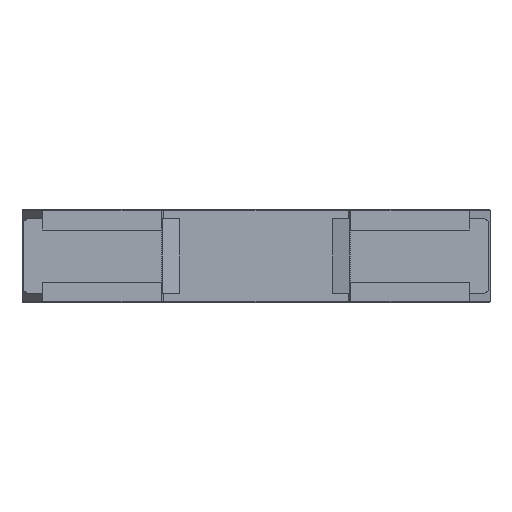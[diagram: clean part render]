
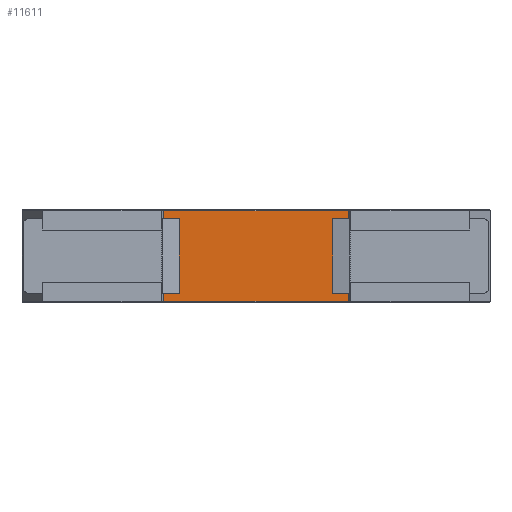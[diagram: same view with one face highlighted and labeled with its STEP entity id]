
A CAD part, front view. The second image highlights one B-rep face of the part: STEP entity #11611.
In plain terms, the highlighted planar face has unit normal (0, -1, 0).
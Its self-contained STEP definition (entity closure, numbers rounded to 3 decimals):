
#496 = LINE ( 'NONE', #5564, #15891 ) ;
#520 = ORIENTED_EDGE ( 'NONE', *, *, #5345, .F. ) ;
#568 = CARTESIAN_POINT ( 'NONE',  ( 17.75, 0., 8.7 ) ) ;
#573 = VECTOR ( 'NONE', #4999, 1000. ) ;
#593 = VECTOR ( 'NONE', #9123, 1000. ) ;
#654 = DIRECTION ( 'NONE',  ( 0., 0., 1. ) ) ;
#1026 = DIRECTION ( 'NONE',  ( 0., 0., 1. ) ) ;
#1044 = EDGE_CURVE ( 'NONE', #13160, #12579, #12741, .T. ) ;
#1157 = CARTESIAN_POINT ( 'NONE',  ( -17.75, 0., -8.7 ) ) ;
#1245 = DIRECTION ( 'NONE',  ( -1., 0., 0. ) ) ;
#1322 = VERTEX_POINT ( 'NONE', #13346 ) ;
#1351 = DIRECTION ( 'NONE',  ( -1., 0., 0. ) ) ;
#1395 = LINE ( 'NONE', #11666, #593 ) ;
#1490 = DIRECTION ( 'NONE',  ( -1., 0., 0. ) ) ;
#1551 = LINE ( 'NONE', #2860, #6803 ) ;
#1756 = CARTESIAN_POINT ( 'NONE',  ( 17.75, 0., -7.15 ) ) ;
#1782 = VERTEX_POINT ( 'NONE', #9871 ) ;
#1883 = EDGE_CURVE ( 'NONE', #9367, #4671, #1395, .T. ) ;
#2001 = VECTOR ( 'NONE', #8148, 1000. ) ;
#2328 = EDGE_CURVE ( 'NONE', #15063, #10934, #1551, .T. ) ;
#2532 = CARTESIAN_POINT ( 'NONE',  ( -17.75, 0., -7.15 ) ) ;
#2554 = CARTESIAN_POINT ( 'NONE',  ( 44.75, 0., -7.15 ) ) ;
#2640 = VERTEX_POINT ( 'NONE', #13745 ) ;
#2726 = DIRECTION ( 'NONE',  ( 0., 1., 0. ) ) ;
#2860 = CARTESIAN_POINT ( 'NONE',  ( 17.75, 0., 8.9 ) ) ;
#3032 = EDGE_CURVE ( 'NONE', #8995, #4671, #3703, .T. ) ;
#3101 = CARTESIAN_POINT ( 'NONE',  ( -17.75, 0., -7.15 ) ) ;
#3662 = LINE ( 'NONE', #9901, #6106 ) ;
#3703 = LINE ( 'NONE', #1157, #15129 ) ;
#4108 = CARTESIAN_POINT ( 'NONE',  ( -17.5, 0., 8.9 ) ) ;
#4201 = DIRECTION ( 'NONE',  ( 0., 0., -1. ) ) ;
#4215 = CARTESIAN_POINT ( 'NONE',  ( 44.75, 0., 7.15 ) ) ;
#4240 = EDGE_CURVE ( 'NONE', #8995, #13160, #13424, .T. ) ;
#4301 = LINE ( 'NONE', #4631, #2001 ) ;
#4304 = VECTOR ( 'NONE', #1026, 1000. ) ;
#4459 = LINE ( 'NONE', #4215, #6684 ) ;
#4631 = CARTESIAN_POINT ( 'NONE',  ( 0., 0., 8.7 ) ) ;
#4671 = VERTEX_POINT ( 'NONE', #12960 ) ;
#4999 = DIRECTION ( 'NONE',  ( 0., 0., -1. ) ) ;
#5064 = CARTESIAN_POINT ( 'NONE',  ( 17.5, 0., -7.15 ) ) ;
#5310 = DIRECTION ( 'NONE',  ( 0., 0., -1. ) ) ;
#5345 = EDGE_CURVE ( 'NONE', #10934, #10788, #4459, .T. ) ;
#5368 = CARTESIAN_POINT ( 'NONE',  ( 17.75, 0., -8.7 ) ) ;
#5495 = DIRECTION ( 'NONE',  ( 0., 0., -1. ) ) ;
#5564 = CARTESIAN_POINT ( 'NONE',  ( 17.5, 0., 8.9 ) ) ;
#5989 = CARTESIAN_POINT ( 'NONE',  ( 17.5, 0., 7.15 ) ) ;
#6106 = VECTOR ( 'NONE', #1351, 1000. ) ;
#6216 = ORIENTED_EDGE ( 'NONE', *, *, #11111, .T. ) ;
#6256 = LINE ( 'NONE', #15287, #15055 ) ;
#6584 = PLANE ( 'NONE',  #14647 ) ;
#6684 = VECTOR ( 'NONE', #7009, 1000. ) ;
#6803 = VECTOR ( 'NONE', #5310, 1000. ) ;
#7009 = DIRECTION ( 'NONE',  ( -1., 0., 0. ) ) ;
#8094 = ORIENTED_EDGE ( 'NONE', *, *, #2328, .F. ) ;
#8148 = DIRECTION ( 'NONE',  ( 1., 0., 0. ) ) ;
#8455 = VERTEX_POINT ( 'NONE', #8610 ) ;
#8578 = CARTESIAN_POINT ( 'NONE',  ( 17.75, 0., 8.9 ) ) ;
#8584 = EDGE_CURVE ( 'NONE', #2640, #1322, #16254, .T. ) ;
#8608 = ORIENTED_EDGE ( 'NONE', *, *, #1883, .T. ) ;
#8610 = CARTESIAN_POINT ( 'NONE',  ( -17.5, 0., 7.15 ) ) ;
#8804 = DIRECTION ( 'NONE',  ( -1., 0., 0. ) ) ;
#8995 = VERTEX_POINT ( 'NONE', #5368 ) ;
#9123 = DIRECTION ( 'NONE',  ( 0., 0., -1. ) ) ;
#9144 = ORIENTED_EDGE ( 'NONE', *, *, #4240, .T. ) ;
#9306 = ORIENTED_EDGE ( 'NONE', *, *, #16188, .F. ) ;
#9367 = VERTEX_POINT ( 'NONE', #3101 ) ;
#9830 = ORIENTED_EDGE ( 'NONE', *, *, #15113, .F. ) ;
#9871 = CARTESIAN_POINT ( 'NONE',  ( -17.5, 0., -7.15 ) ) ;
#9901 = CARTESIAN_POINT ( 'NONE',  ( -44.75, 0., -7.15 ) ) ;
#10788 = VERTEX_POINT ( 'NONE', #5989 ) ;
#10934 = VERTEX_POINT ( 'NONE', #15186 ) ;
#11111 = EDGE_CURVE ( 'NONE', #1782, #9367, #3662, .T. ) ;
#11452 = ORIENTED_EDGE ( 'NONE', *, *, #15534, .F. ) ;
#11468 = ORIENTED_EDGE ( 'NONE', *, *, #3032, .F. ) ;
#11611 = ADVANCED_FACE ( 'NONE', ( #14221 ), #6584, .F. ) ;
#11666 = CARTESIAN_POINT ( 'NONE',  ( -17.75, 0., -7.15 ) ) ;
#12366 = VECTOR ( 'NONE', #654, 1000. ) ;
#12454 = ORIENTED_EDGE ( 'NONE', *, *, #1044, .T. ) ;
#12579 = VERTEX_POINT ( 'NONE', #5064 ) ;
#12741 = LINE ( 'NONE', #2554, #14049 ) ;
#12891 = LINE ( 'NONE', #4108, #12366 ) ;
#12960 = CARTESIAN_POINT ( 'NONE',  ( -17.75, 0., -8.7 ) ) ;
#13160 = VERTEX_POINT ( 'NONE', #1756 ) ;
#13346 = CARTESIAN_POINT ( 'NONE',  ( -17.75, 0., 7.15 ) ) ;
#13402 = EDGE_CURVE ( 'NONE', #8455, #1322, #6256, .T. ) ;
#13424 = LINE ( 'NONE', #8578, #4304 ) ;
#13745 = CARTESIAN_POINT ( 'NONE',  ( -17.75, 0., 8.7 ) ) ;
#14049 = VECTOR ( 'NONE', #1490, 1000. ) ;
#14221 = FACE_OUTER_BOUND ( 'NONE', #16190, .T. ) ;
#14509 = ORIENTED_EDGE ( 'NONE', *, *, #8584, .T. ) ;
#14647 = AXIS2_PLACEMENT_3D ( 'NONE', #15457, #2726, #4201 ) ;
#14995 = ORIENTED_EDGE ( 'NONE', *, *, #13402, .F. ) ;
#15055 = VECTOR ( 'NONE', #8804, 1000. ) ;
#15063 = VERTEX_POINT ( 'NONE', #568 ) ;
#15113 = EDGE_CURVE ( 'NONE', #10788, #12579, #496, .T. ) ;
#15129 = VECTOR ( 'NONE', #1245, 1000. ) ;
#15186 = CARTESIAN_POINT ( 'NONE',  ( 17.75, 0., 7.15 ) ) ;
#15287 = CARTESIAN_POINT ( 'NONE',  ( -17.75, 0., 7.15 ) ) ;
#15457 = CARTESIAN_POINT ( 'NONE',  ( -17.75, 0., 8.9 ) ) ;
#15534 = EDGE_CURVE ( 'NONE', #2640, #15063, #4301, .T. ) ;
#15891 = VECTOR ( 'NONE', #5495, 1000. ) ;
#16188 = EDGE_CURVE ( 'NONE', #1782, #8455, #12891, .T. ) ;
#16190 = EDGE_LOOP ( 'NONE', ( #14995, #9306, #6216, #8608, #11468, #9144, #12454, #9830, #520, #8094, #11452, #14509 ) ) ;
#16254 = LINE ( 'NONE', #2532, #573 ) ;
